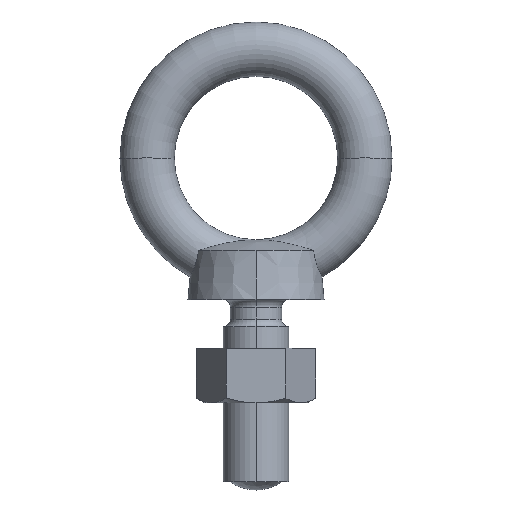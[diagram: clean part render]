
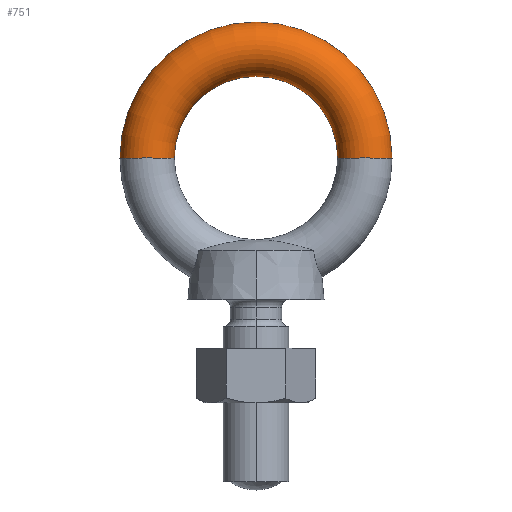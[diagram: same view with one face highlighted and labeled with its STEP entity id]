
A CAD part, top view. The second image highlights one B-rep face of the part: STEP entity #751.
In plain terms, the highlighted toroidal (fillet/blend) face has major radius 20 mm and minor radius 5 mm.
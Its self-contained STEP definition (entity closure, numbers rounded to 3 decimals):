
#14 = CARTESIAN_POINT ( 'NONE',  ( 25., 0., 0. ) ) ;
#18 = CARTESIAN_POINT ( 'NONE',  ( 0., 0., 0. ) ) ;
#25 = AXIS2_PLACEMENT_3D ( 'NONE', #509, #245, #1271 ) ;
#52 = CIRCLE ( 'NONE', #25, 25. ) ;
#65 = VERTEX_POINT ( 'NONE', #966 ) ;
#72 = CIRCLE ( 'NONE', #597, 15. ) ;
#211 = TOROIDAL_SURFACE ( 'NONE', #1459, 20., 5. ) ;
#239 = ORIENTED_EDGE ( 'NONE', *, *, #330, .T. ) ;
#245 = DIRECTION ( 'NONE',  ( 0., 0., -1. ) ) ;
#330 = EDGE_CURVE ( 'NONE', #748, #810, #72, .T. ) ;
#394 = CARTESIAN_POINT ( 'NONE',  ( 20., 0., 0. ) ) ;
#473 = DIRECTION ( 'NONE',  ( 0., 0., -1. ) ) ;
#509 = CARTESIAN_POINT ( 'NONE',  ( 0., 0., 0. ) ) ;
#512 = DIRECTION ( 'NONE',  ( 0., 0., -1. ) ) ;
#597 = AXIS2_PLACEMENT_3D ( 'NONE', #18, #512, #1528 ) ;
#615 = DIRECTION ( 'NONE',  ( -1., 0., 0. ) ) ;
#670 = DIRECTION ( 'NONE',  ( 0., 1., 0. ) ) ;
#748 = VERTEX_POINT ( 'NONE', #1447 ) ;
#751 = ADVANCED_FACE ( 'NONE', ( #1396 ), #211, .T. ) ;
#810 = VERTEX_POINT ( 'NONE', #850 ) ;
#850 = CARTESIAN_POINT ( 'NONE',  ( 15., 0., 0. ) ) ;
#889 = ORIENTED_EDGE ( 'NONE', *, *, #1614, .F. ) ;
#957 = DIRECTION ( 'NONE',  ( -1., 0., 0. ) ) ;
#966 = CARTESIAN_POINT ( 'NONE',  ( -25., 0., 0. ) ) ;
#998 = CIRCLE ( 'NONE', #1124, 5. ) ;
#1037 = CIRCLE ( 'NONE', #1398, 5. ) ;
#1047 = VERTEX_POINT ( 'NONE', #14 ) ;
#1089 = EDGE_CURVE ( 'NONE', #65, #1047, #52, .T. ) ;
#1124 = AXIS2_PLACEMENT_3D ( 'NONE', #394, #670, #615 ) ;
#1183 = ORIENTED_EDGE ( 'NONE', *, *, #1227, .T. ) ;
#1218 = DIRECTION ( 'NONE',  ( 0., 0., -1. ) ) ;
#1227 = EDGE_CURVE ( 'NONE', #810, #1047, #998, .T. ) ;
#1242 = DIRECTION ( 'NONE',  ( 0., -1., 0. ) ) ;
#1271 = DIRECTION ( 'NONE',  ( -1., 0., 0. ) ) ;
#1333 = CARTESIAN_POINT ( 'NONE',  ( 0., 0., 0. ) ) ;
#1396 = FACE_OUTER_BOUND ( 'NONE', #1474, .T. ) ;
#1398 = AXIS2_PLACEMENT_3D ( 'NONE', #1630, #1242, #1218 ) ;
#1447 = CARTESIAN_POINT ( 'NONE',  ( -15., 0., 0. ) ) ;
#1459 = AXIS2_PLACEMENT_3D ( 'NONE', #1333, #473, #957 ) ;
#1474 = EDGE_LOOP ( 'NONE', ( #1543, #889, #239, #1183 ) ) ;
#1528 = DIRECTION ( 'NONE',  ( -1., 0., 0. ) ) ;
#1543 = ORIENTED_EDGE ( 'NONE', *, *, #1089, .F. ) ;
#1614 = EDGE_CURVE ( 'NONE', #748, #65, #1037, .T. ) ;
#1630 = CARTESIAN_POINT ( 'NONE',  ( -20., 0., 0. ) ) ;
